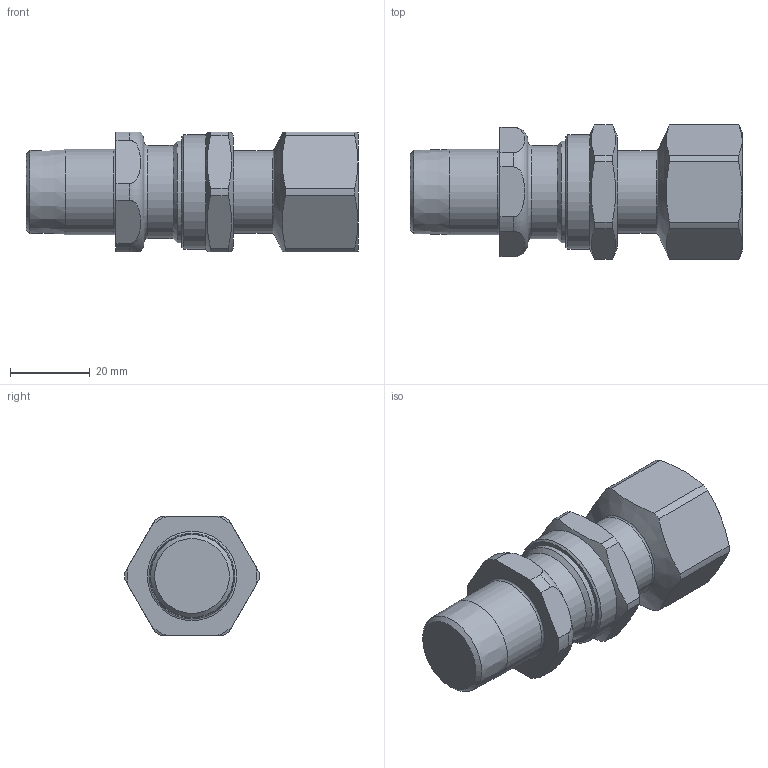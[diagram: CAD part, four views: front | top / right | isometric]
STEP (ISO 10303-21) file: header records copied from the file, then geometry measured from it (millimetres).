
FILE_DESCRIPTION(/* description */ (''),/* implementation_level */ '2;1');
FILE_NAME(/* name */ '114 A_1_2_NPT.stp',/* time_stamp */ '2021-04-20T22:40:19+05:00',/* author */ ('vinaykumark'),/* organization */ (''),/* preprocessor_version */ 'ST-DEVELOPER v18',/* originating_system */ 'Autodesk Inventor 2020',/* authorisation */ '');
FILE_SCHEMA (('AUTOMOTIVE_DESIGN { 1 0 10303 214 3 1 1 }'));
Length unit declared in the file: inch
Products named in the file (1): 114 A_1_2_NPT
Bounding box: 83.1 x 33.6 x 30 mm (x, y, z)
Volume: 50197.1 mm3; surface area: 14696 mm2
Topology: 5 solids, 5 shells, 88 faces, 238 edges, 164 vertices
Faces by surface type: plane 32, cylinder 28, cone 18, torus 10
Full cylindrical faces by diameter (mm): 14.3 x1, 18.9 x1, 20.75 x2, 20.9 x2, 21.34 x1, 23.3 x1, 25.4 x1, 28.55 x1
Entity records: 3140 total; most frequent: CARTESIAN_POINT 726, DIRECTION 504, ORIENTED_EDGE 476, EDGE_CURVE 238, AXIS2_PLACEMENT_3D 220, VERTEX_POINT 164, CIRCLE 131, EDGE_LOOP 92
